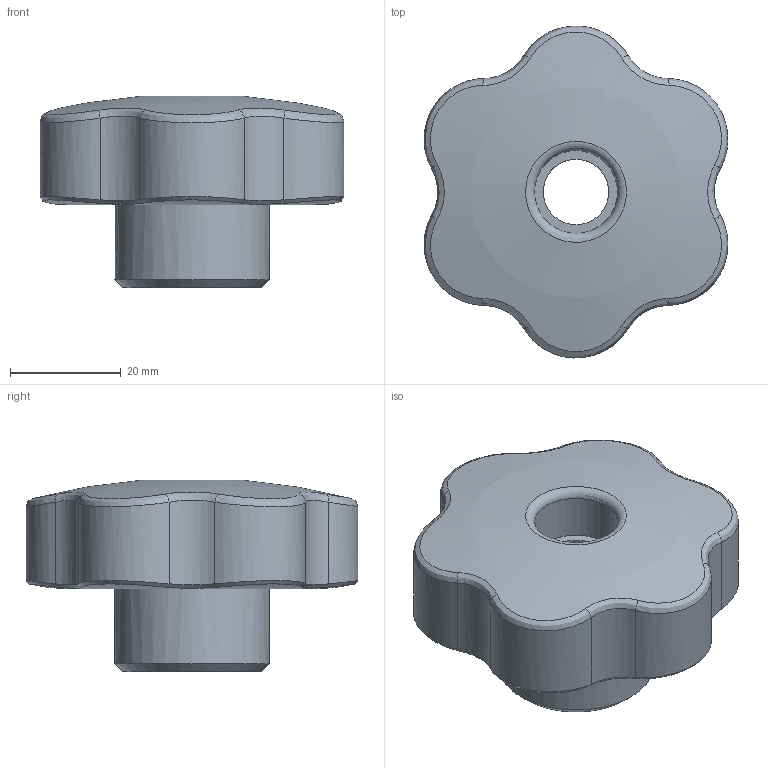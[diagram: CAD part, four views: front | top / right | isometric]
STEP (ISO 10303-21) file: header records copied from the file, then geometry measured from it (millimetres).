
FILE_DESCRIPTION( ( 'Unknown' ), '1' );
FILE_NAME( '6114065_VB60_FP_M14.stp', 'Unknown', ( 'Unknown' ), ( 'Unknown' ), 'PSStep 11.0', 'Unknown', ' ' );
FILE_SCHEMA( ( 'AUTOMOTIVE_DESIGN { 1 0 10303 214 1 1 1 1 }' ) );
Length unit declared in the file: millimetre
Products named in the file (1): 6114065
Bounding box: 54.91 x 59.98 x 34.64 mm (x, y, z)
Volume: 39258.7 mm3; surface area: 13522.7 mm2
Topology: 1 solids, 1 shells, 71 faces, 180 edges, 111 vertices
Faces by surface type: bspline 25, plane 20, cylinder 15, torus 7, cone 3, sphere 1
Full cylindrical faces by diameter (mm): 11.835 x1, 15 x1, 28 x1
Entity records: 7327 total; most frequent: CARTESIAN_POINT 5333, ORIENTED_EDGE 330, DIRECTION 220, EDGE_CURVE 165, VERTEX_POINT 105, AXIS2_PLACEMENT_3D 92, B_SPLINE_CURVE_WITH_KNOTS 84, EDGE_LOOP 82
